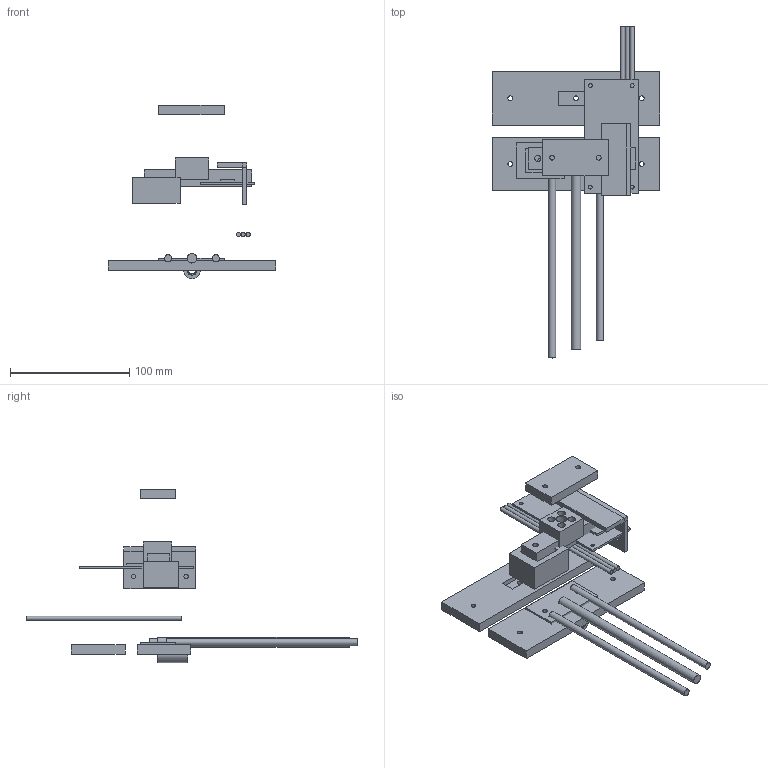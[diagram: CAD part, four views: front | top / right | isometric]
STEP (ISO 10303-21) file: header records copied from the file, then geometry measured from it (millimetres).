
FILE_DESCRIPTION(('FreeCAD Model'),'2;1');
FILE_NAME('Open CASCADE Shape Model','2026-02-18T16:34:44',('FreeCAD'),( 'FreeCAD'),'Open CASCADE STEP processor 7.6','FreeCAD','Unknown');
FILE_SCHEMA(('AUTOMOTIVE_DESIGN { 1 0 10303 214 1 1 1 1 }'));
Length unit declared in the file: millimetre
Products named in the file (1): Open CASCADE STEP translator 7.6 1
Bounding box: 140 x 278 x 145 mm (x, y, z)
Volume: 216374.2 mm3; surface area: 96265.4 mm2
Topology: 16 solids, 17 shells, 151 faces, 313 edges, 206 vertices
Faces by surface type: plane 116, cylinder 35
Full cylindrical faces by diameter (mm): 3.2 x4, 3.6 x6, 4 x13, 5 x1, 6 x2, 6.4 x5, 8 x1, 8.4 x1, 9 x1, 14 x1
Entity records: 8116 total; most frequent: DIRECTION 1313, CARTESIAN_POINT 1297, LINE 799, VECTOR 799, ORIENTED_EDGE 626, PCURVE 626, DEFINITIONAL_REPRESENTATION 626, EDGE_CURVE 313
